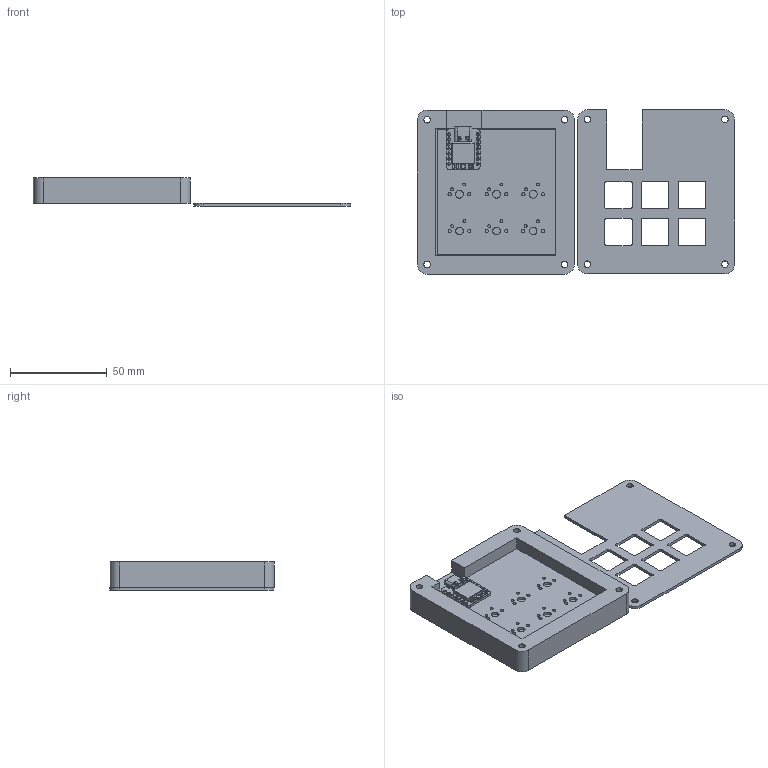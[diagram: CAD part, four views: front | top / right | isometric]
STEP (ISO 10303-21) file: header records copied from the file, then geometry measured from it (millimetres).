
FILE_DESCRIPTION(/* description */ ('STEP AP214'),/* implementation_level */ '2;1');
FILE_NAME(/* name */ 'Entire-Macropad.step',/* time_stamp */ '2025-12-02T21:04:34+01:00',/* author */ (''),/* organization */ (''),/* preprocessor_version */ 'ST-DEVELOPER v20.1',/* originating_system */ 'Autodesk Translation Framework v14.21.0.0',/* authorisation */ '');
FILE_SCHEMA (('AUTOMOTIVE_DESIGN { 1 0 10303 214 3 1 1 }'));
Length unit declared in the file: millimetre
Products named in the file (6): 2025-12-02-19-47-57-301; 2025-12-02-18-47-24-361; 2025-12-02-18-47-55-244; 2025-12-02-19-38-33-406; 2025-12-02-19-38-33-407; 2025-12-02-20-19-32-574
Assembly tree (4 placements, depth 3):
  2025-12-02-19-47-57-301
    2025-12-02-18-47-24-361
    2025-12-02-19-38-33-406
      2025-12-02-19-38-33-407
    2025-12-02-20-19-32-574
  2025-12-02-18-47-55-244
Bounding box: 164.09 x 85.06 x 14.5 mm (x, y, z)
Volume: 60394.5 mm3; surface area: 42888.3 mm2
Topology: 71 solids, 71 shells, 1582 faces, 4101 edges, 2674 vertices
Faces by surface type: plane 1037, cylinder 327, bspline 156, cone 60, torus 2
Full cylindrical faces by diameter (mm): 0.8 x14, 0.889 x14, 1.4 x2, 1.5 x12, 1.7 x12, 2 x1, 3.4 x8, 4 x6, 6 x4
Entity records: 50533 total; most frequent: CARTESIAN_POINT 11826, ORIENTED_EDGE 8202, DIRECTION 7373, EDGE_CURVE 4101, LINE 3051, VECTOR 3051, VERTEX_POINT 2674, AXIS2_PLACEMENT_3D 2161
